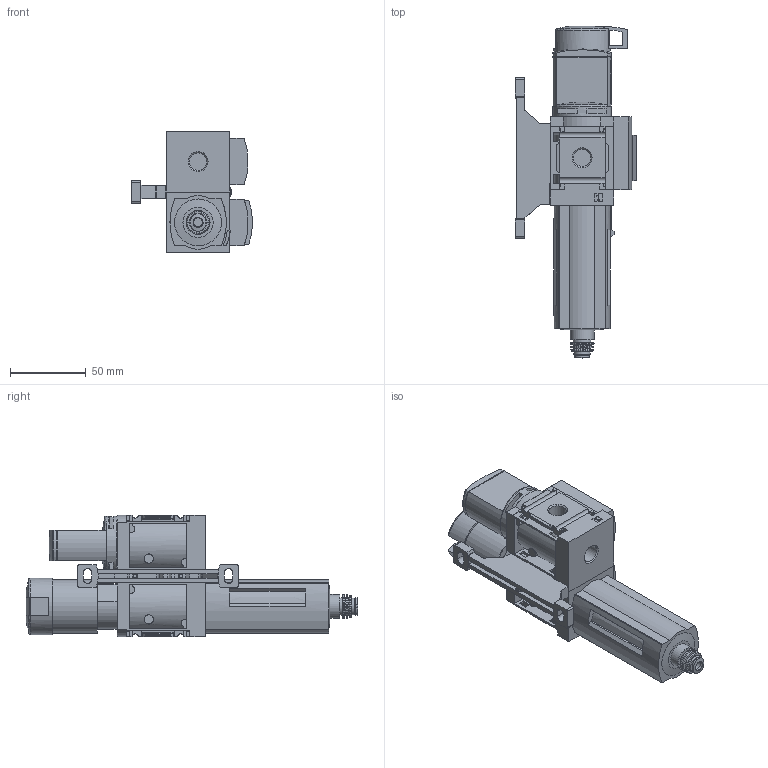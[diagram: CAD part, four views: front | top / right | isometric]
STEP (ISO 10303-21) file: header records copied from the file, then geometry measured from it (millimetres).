
FILE_DESCRIPTION(/* description */ ('STEP AP214'),/* implementation_level */ '2;1');
FILE_NAME(/* name */ '542298_MSB4-1_4_C3J2-WP',/* time_stamp */ '2024-09-11T17:29:29+02:00',/* author */ ('License CC BY-ND 4.0'),/* organization */ ('CADENAS'),/* preprocessor_version */ 'ST-DEVELOPER v19.3',/* originating_system */ 'PARTsolutions',/* authorisation */ ' ');
FILE_SCHEMA (('AUTOMOTIVE_DESIGN {1 0 10303 214 3 1 1}'));
Length unit declared in the file: millimetre
Products named in the file (6): 542298 MSB4-1/4:C3J2-WP; 541266 MS4-EM1-1/4-1D; 526489 MS4-LFR-1/4-D7-E-R-V-AS-1D; 526489 MS4-LFR-V; 8140202 MS4-WP1---(00wp); 8092760 MS4-MV-B---(42.7_high_m)
Assembly tree (5 placements, depth 2):
  542298 MSB4-1/4:C3J2-WP
    541266 MS4-EM1-1/4-1D
    526489 MS4-LFR-1/4-D7-E-R-V-AS-1D
    526489 MS4-LFR-V
    8140202 MS4-WP1---(00wp)
    8092760 MS4-MV-B---(42.7_high_m)
Bounding box: 80 x 219.41 x 80.4 mm (x, y, z)
Volume: 400153.8 mm3; surface area: 74073.2 mm2
Topology: 5 solids, 5 shells, 784 faces, 2166 edges, 1424 vertices
Faces by surface type: plane 541, cylinder 184, torus 30, cone 25, sphere 4
Full cylindrical faces by diameter (mm): 2.459 x2, 2.55 x2, 3 x2, 5.6 x2, 6 x1, 6.1 x4, 11 x1, 11.4 x1, 11.445 x5, 11.6 x1, 11.8 x1, 15.8 x1, 35.2 x1, 37.2 x1, 38.8 x1
Entity records: 29545 total; most frequent: CARTESIAN_POINT 4549, ORIENTED_EDGE 4172, DIRECTION 4090, EDGE_CURVE 2086, LINE 1542, VECTOR 1542, VERTEX_POINT 1413, AXIS2_PLACEMENT_3D 1274
